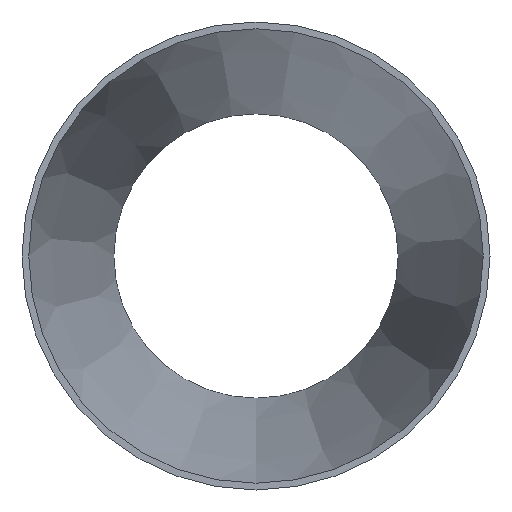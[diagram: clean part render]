
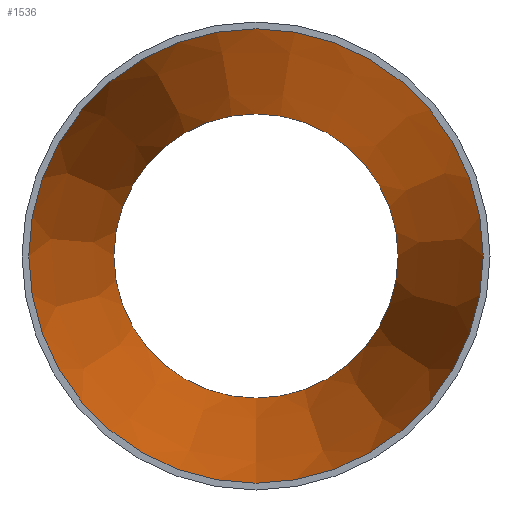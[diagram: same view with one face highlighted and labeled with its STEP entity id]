
A CAD part, front view. The second image highlights one B-rep face of the part: STEP entity #1536.
In plain terms, the highlighted conical face has half-angle 9.487 degrees and reference radius 67.822 mm.
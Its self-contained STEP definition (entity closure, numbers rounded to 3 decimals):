
#643 = DIRECTION ( 'NONE',  ( 0., 0., -1. ) ) ;
#1461 = AXIS2_PLACEMENT_3D ( 'NONE', #9129, #23703, #643 ) ;
#1536 = ADVANCED_FACE ( 'NONE', ( #10053, #26950 ), #21103, .F. ) ;
#2716 = EDGE_LOOP ( 'NONE', ( #25600 ) ) ;
#3721 = VERTEX_POINT ( 'NONE', #18495 ) ;
#4729 = CARTESIAN_POINT ( 'NONE',  ( 0., 152., 0. ) ) ;
#4768 = AXIS2_PLACEMENT_3D ( 'NONE', #15878, #24341, #7590 ) ;
#5056 = EDGE_CURVE ( 'NONE', #3721, #3721, #7343, .T. ) ;
#5261 = DIRECTION ( 'NONE',  ( 0., -1., 0. ) ) ;
#5478 = EDGE_CURVE ( 'NONE', #10319, #10319, #25295, .T. ) ;
#7343 = CIRCLE ( 'NONE', #10858, 42.422 ) ;
#7590 = DIRECTION ( 'NONE',  ( 0., 0., -1. ) ) ;
#9129 = CARTESIAN_POINT ( 'NONE',  ( 0., 0., 0. ) ) ;
#10053 = FACE_BOUND ( 'NONE', #10083, .T. ) ;
#10083 = EDGE_LOOP ( 'NONE', ( #12409 ) ) ;
#10319 = VERTEX_POINT ( 'NONE', #22945 ) ;
#10858 = AXIS2_PLACEMENT_3D ( 'NONE', #4729, #5261, #17554 ) ;
#12409 = ORIENTED_EDGE ( 'NONE', *, *, #5056, .F. ) ;
#15878 = CARTESIAN_POINT ( 'NONE',  ( 0., 0., 0. ) ) ;
#17554 = DIRECTION ( 'NONE',  ( 0., 0., -1. ) ) ;
#18495 = CARTESIAN_POINT ( 'NONE',  ( 0., 152., -42.422 ) ) ;
#21103 = CONICAL_SURFACE ( 'NONE', #4768, 67.822, 0.166 ) ;
#22945 = CARTESIAN_POINT ( 'NONE',  ( 0., 0., -67.822 ) ) ;
#23703 = DIRECTION ( 'NONE',  ( 0., -1., 0. ) ) ;
#24341 = DIRECTION ( 'NONE',  ( 0., -1., 0. ) ) ;
#25295 = CIRCLE ( 'NONE', #1461, 67.822 ) ;
#25600 = ORIENTED_EDGE ( 'NONE', *, *, #5478, .T. ) ;
#26950 = FACE_OUTER_BOUND ( 'NONE', #2716, .T. ) ;
